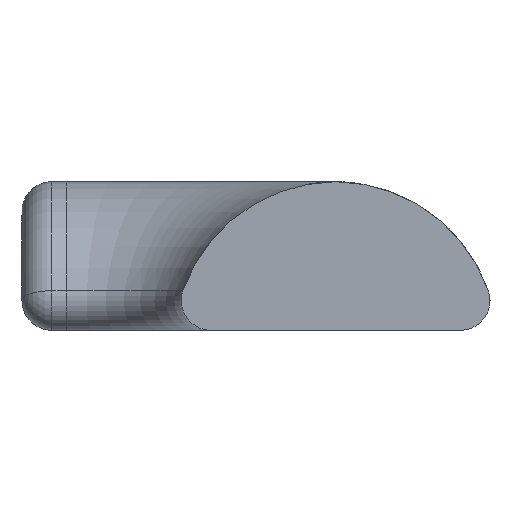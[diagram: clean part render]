
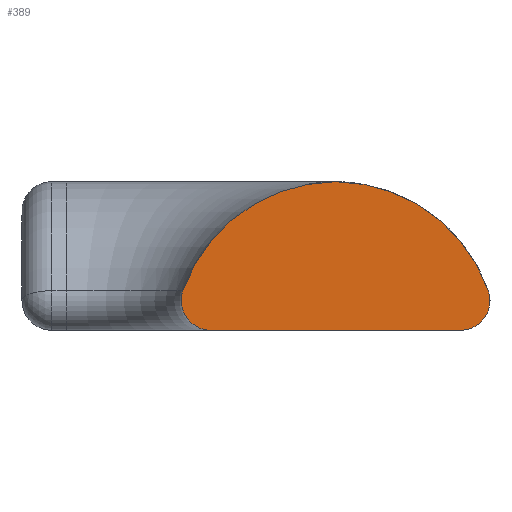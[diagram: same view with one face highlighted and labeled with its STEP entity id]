
A CAD part, left-side view. The second image highlights one B-rep face of the part: STEP entity #389.
In plain terms, the highlighted planar face has unit normal (-1, 0, 0).
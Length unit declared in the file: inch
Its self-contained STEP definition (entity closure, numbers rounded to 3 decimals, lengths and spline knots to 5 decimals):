
#19=PLANE('',#446);
#26=LINE('',#744,#45);
#45=VECTOR('',#530,39.37008);
#96=FACE_OUTER_BOUND('',#124,.T.);
#124=EDGE_LOOP('',(#287,#288,#289,#290,#291));
#156=CIRCLE('',#442,0.125);
#159=CIRCLE('',#447,0.6875);
#160=CIRCLE('',#448,0.125);
#161=CIRCLE('',#449,0.6875);
#191=VERTEX_POINT('',#724);
#192=VERTEX_POINT('',#726);
#197=VERTEX_POINT('',#739);
#198=VERTEX_POINT('',#740);
#199=VERTEX_POINT('',#742);
#225=EDGE_CURVE('',#192,#191,#156,.T.);
#231=EDGE_CURVE('',#197,#198,#159,.T.);
#232=EDGE_CURVE('',#198,#199,#160,.T.);
#233=EDGE_CURVE('',#192,#199,#26,.T.);
#234=EDGE_CURVE('',#191,#197,#161,.T.);
#287=ORIENTED_EDGE('',*,*,#231,.T.);
#288=ORIENTED_EDGE('',*,*,#232,.T.);
#289=ORIENTED_EDGE('',*,*,#233,.F.);
#290=ORIENTED_EDGE('',*,*,#225,.T.);
#291=ORIENTED_EDGE('',*,*,#234,.T.);
#389=ADVANCED_FACE('',(#96),#19,.F.);
#442=AXIS2_PLACEMENT_3D('',#727,#513,#514);
#446=AXIS2_PLACEMENT_3D('',#738,#524,#525);
#447=AXIS2_PLACEMENT_3D('',#741,#526,#527);
#448=AXIS2_PLACEMENT_3D('',#743,#528,#529);
#449=AXIS2_PLACEMENT_3D('',#745,#531,#532);
#513=DIRECTION('center_axis',(-1.,0.,0.));
#514=DIRECTION('ref_axis',(0.,0.,-1.));
#524=DIRECTION('center_axis',(1.,0.,0.));
#525=DIRECTION('ref_axis',(0.,0.,-1.));
#526=DIRECTION('center_axis',(-1.,0.,0.));
#527=DIRECTION('ref_axis',(0.,0.,-1.));
#528=DIRECTION('center_axis',(-1.,0.,0.));
#529=DIRECTION('ref_axis',(0.,0.,-1.));
#530=DIRECTION('',(0.,1.,0.));
#531=DIRECTION('center_axis',(-1.,0.,0.));
#532=DIRECTION('ref_axis',(0.,0.,-1.));
#724=CARTESIAN_POINT('',(0.,0.03932,0.22917));
#726=CARTESIAN_POINT('',(0.,0.15717,0.0625));
#727=CARTESIAN_POINT('Origin',(0.,0.15717,0.1875));
#738=CARTESIAN_POINT('Origin',(0.,0.,0.6875));
#739=CARTESIAN_POINT('',(0.,0.68125,0.68747));
#740=CARTESIAN_POINT('',(0.,1.32318,0.22917));
#741=CARTESIAN_POINT('Origin',(0.,0.675,0.));
#742=CARTESIAN_POINT('',(0.,1.20533,0.0625));
#743=CARTESIAN_POINT('Origin',(0.,1.20533,0.1875));
#744=CARTESIAN_POINT('',(0.,0.,0.0625));
#745=CARTESIAN_POINT('Origin',(0.,0.6875,0.));
